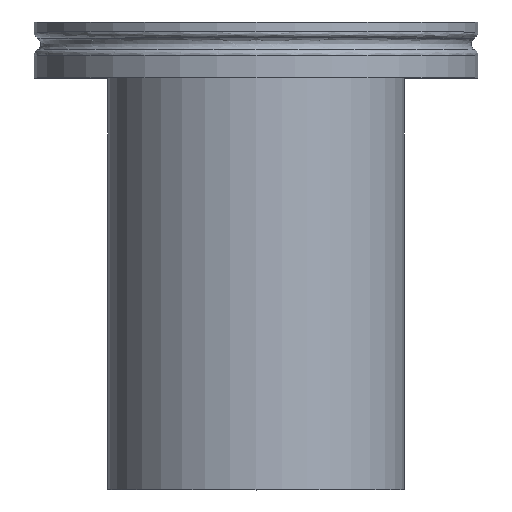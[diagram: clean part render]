
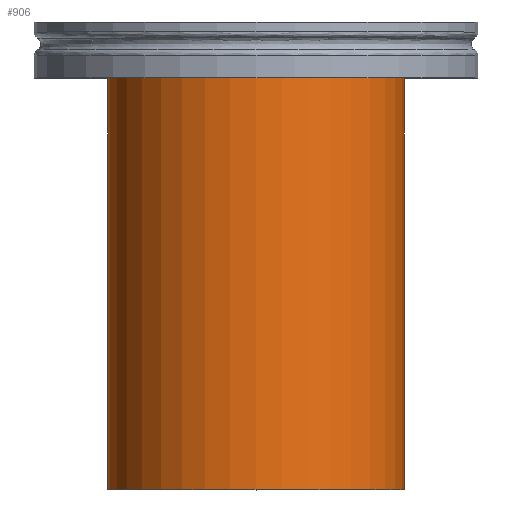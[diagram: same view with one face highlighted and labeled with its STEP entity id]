
A CAD part, top view. The second image highlights one B-rep face of the part: STEP entity #906.
In plain terms, the highlighted cylindrical face has radius 31.75 mm (diameter 63.5 mm), a full revolution.
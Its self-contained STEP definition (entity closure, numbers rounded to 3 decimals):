
#22 = ORIENTED_EDGE ( 'NONE', *, *, #961, .T. ) ;
#85 = VERTEX_POINT ( 'NONE', #782 ) ;
#123 = CIRCLE ( 'NONE', #923, 31.75 ) ;
#124 = DIRECTION ( 'NONE',  ( 0., 0., -1. ) ) ;
#133 = CARTESIAN_POINT ( 'NONE',  ( 0., 0., 0. ) ) ;
#165 = EDGE_LOOP ( 'NONE', ( #579 ) ) ;
#210 = CARTESIAN_POINT ( 'NONE',  ( 0., 0., 0. ) ) ;
#212 = DIRECTION ( 'NONE',  ( 0., 0., -1. ) ) ;
#266 = CIRCLE ( 'NONE', #738, 31.75 ) ;
#290 = DIRECTION ( 'NONE',  ( -1., 0., 0. ) ) ;
#314 = CARTESIAN_POINT ( 'NONE',  ( 0., 0., -31.75 ) ) ;
#381 = DIRECTION ( 'NONE',  ( 0., 0., -1. ) ) ;
#427 = AXIS2_PLACEMENT_3D ( 'NONE', #133, #693, #381 ) ;
#447 = DIRECTION ( 'NONE',  ( 1., 0., 0. ) ) ;
#456 = CARTESIAN_POINT ( 'NONE',  ( 93.7, 0., 0. ) ) ;
#462 = EDGE_LOOP ( 'NONE', ( #22 ) ) ;
#551 = FACE_OUTER_BOUND ( 'NONE', #165, .T. ) ;
#579 = ORIENTED_EDGE ( 'NONE', *, *, #848, .T. ) ;
#693 = DIRECTION ( 'NONE',  ( 1., 0., 0. ) ) ;
#703 = FACE_OUTER_BOUND ( 'NONE', #462, .T. ) ;
#738 = AXIS2_PLACEMENT_3D ( 'NONE', #210, #447, #124 ) ;
#782 = CARTESIAN_POINT ( 'NONE',  ( 93.7, 0., -31.75 ) ) ;
#848 = EDGE_CURVE ( 'NONE', #85, #85, #123, .T. ) ;
#887 = VERTEX_POINT ( 'NONE', #314 ) ;
#906 = ADVANCED_FACE ( 'NONE', ( #703, #551 ), #998, .T. ) ;
#923 = AXIS2_PLACEMENT_3D ( 'NONE', #456, #290, #212 ) ;
#961 = EDGE_CURVE ( 'NONE', #887, #887, #266, .T. ) ;
#998 = CYLINDRICAL_SURFACE ( 'NONE', #427, 31.75 ) ;
